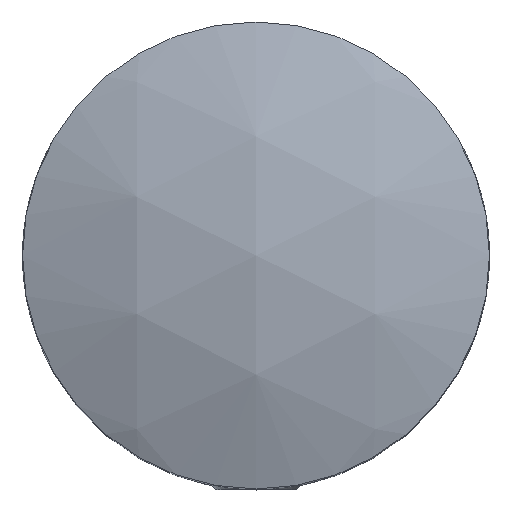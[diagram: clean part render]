
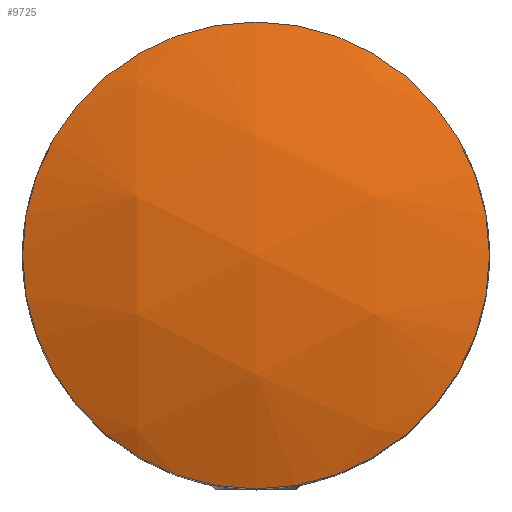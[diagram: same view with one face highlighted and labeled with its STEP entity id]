
A CAD part, top view. The second image highlights one B-rep face of the part: STEP entity #9725.
In plain terms, the highlighted spherical face has radius 28 mm.
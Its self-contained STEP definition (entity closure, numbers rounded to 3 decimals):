
#483 = EDGE_LOOP ( 'NONE', ( #22300 ) ) ;
#1230 = AXIS2_PLACEMENT_3D ( 'NONE', #9949, #21920, #11567 ) ;
#2307 = FACE_OUTER_BOUND ( 'NONE', #483, .T. ) ;
#4132 = CIRCLE ( 'NONE', #20666, 11. ) ;
#4406 = DIRECTION ( 'NONE',  ( 0., 0., 1. ) ) ;
#7741 = DIRECTION ( 'NONE',  ( 1., 0., 0. ) ) ;
#9725 = ADVANCED_FACE ( 'NONE', ( #2307 ), #15583, .T. ) ;
#9949 = CARTESIAN_POINT ( 'NONE',  ( 0., 0., -2. ) ) ;
#11333 = CARTESIAN_POINT ( 'NONE',  ( 11., 0., 23.749 ) ) ;
#11567 = DIRECTION ( 'NONE',  ( 0., 1., 0. ) ) ;
#13036 = EDGE_CURVE ( 'NONE', #17672, #17672, #4132, .T. ) ;
#13175 = CARTESIAN_POINT ( 'NONE',  ( 0., 0., 23.749 ) ) ;
#15583 = SPHERICAL_SURFACE ( 'NONE', #1230, 28. ) ;
#17672 = VERTEX_POINT ( 'NONE', #11333 ) ;
#20666 = AXIS2_PLACEMENT_3D ( 'NONE', #13175, #4406, #7741 ) ;
#21920 = DIRECTION ( 'NONE',  ( -1., 0., 0. ) ) ;
#22300 = ORIENTED_EDGE ( 'NONE', *, *, #13036, .T. ) ;
